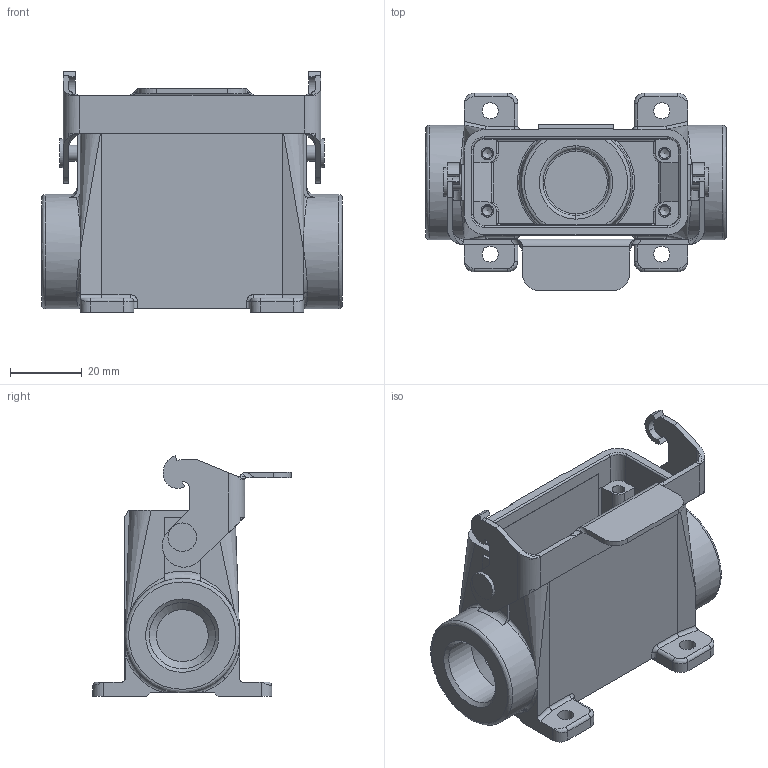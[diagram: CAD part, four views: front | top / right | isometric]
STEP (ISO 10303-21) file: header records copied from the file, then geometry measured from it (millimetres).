
FILE_DESCRIPTION(/* description */ (''),/* implementation_level */ '2;1');
FILE_NAME(/* name */ 'c146 10n015 501 2nxc001-01.stp',/* time_stamp */ '2020-02-05T08:55:54+01:00',/* author */ (''),/* organization */ (''),/* preprocessor_version */ 'ST-DEVELOPER v16.7',/* originating_system */ 'SIEMENS PLM Software NX 12.0',/* authorisation */ '');
FILE_SCHEMA (('AUTOMOTIVE_DESIGN { 1 0 10303 214 3 1 1 1 }'));
Length unit declared in the file: millimetre
Products named in the file (1): c146 10n015 501 2nxc001-01
Bounding box: 84 x 55.42 x 67.33 mm (x, y, z)
Volume: 53706.2 mm3; surface area: 30748.6 mm2
Topology: 1 solids, 1 shells, 318 faces, 833 edges, 511 vertices
Faces by surface type: plane 135, cylinder 93, bspline 70, cone 18, torus 2
Full cylindrical faces by diameter (mm): 2.65 x4, 2.85 x4, 4.5 x6, 8 x2, 14.5 x2, 18.5 x2, 18.539 x1, 32 x2
Entity records: 12975 total; most frequent: CARTESIAN_POINT 4037, ORIENTED_EDGE 1506, DIRECTION 1263, EDGE_CURVE 753, VERTEX_POINT 496, AXIS2_PLACEMENT_3D 451, EDGE_LOOP 385, LINE 361
